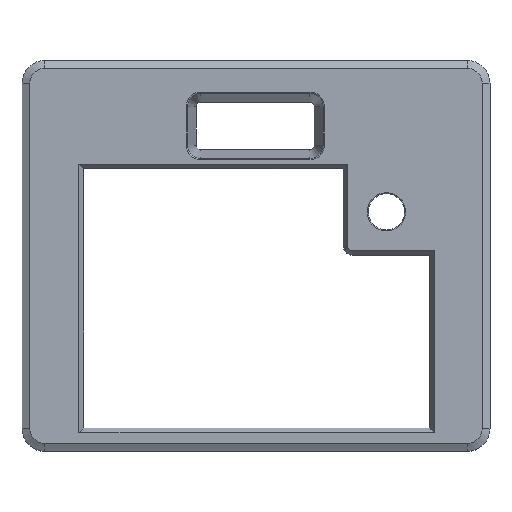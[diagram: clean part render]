
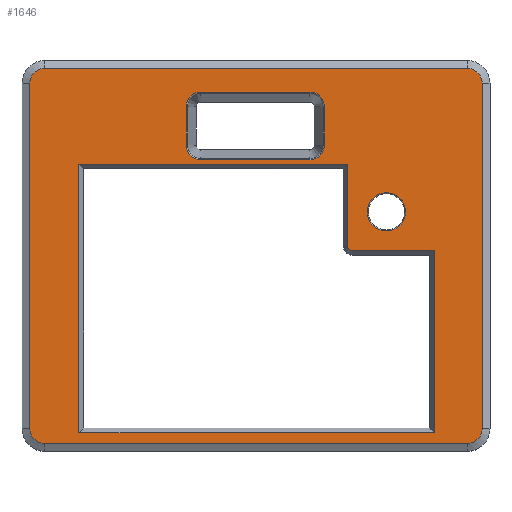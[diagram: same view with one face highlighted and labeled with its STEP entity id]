
A CAD part, top view. The second image highlights one B-rep face of the part: STEP entity #1646.
In plain terms, the highlighted planar face has unit normal (0, 0, 1).
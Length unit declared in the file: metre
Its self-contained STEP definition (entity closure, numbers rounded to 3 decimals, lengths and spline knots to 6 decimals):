
#58=CIRCLE('',#1761,0.0032);
#59=CIRCLE('',#1762,0.0032);
#60=CIRCLE('',#1763,0.0032);
#61=CIRCLE('',#1764,0.0032);
#62=CIRCLE('',#1765,0.0042);
#63=CIRCLE('',#1766,0.003268);
#64=CIRCLE('',#1767,0.003268);
#65=CIRCLE('',#1768,0.003268);
#66=CIRCLE('',#1769,0.003268);
#67=CIRCLE('',#1770,0.001);
#134=ORIENTED_EDGE('',*,*,#618,.T.);
#135=ORIENTED_EDGE('',*,*,#619,.T.);
#136=ORIENTED_EDGE('',*,*,#620,.T.);
#137=ORIENTED_EDGE('',*,*,#621,.T.);
#138=ORIENTED_EDGE('',*,*,#622,.T.);
#139=ORIENTED_EDGE('',*,*,#623,.T.);
#140=ORIENTED_EDGE('',*,*,#624,.T.);
#141=ORIENTED_EDGE('',*,*,#625,.T.);
#142=ORIENTED_EDGE('',*,*,#626,.T.);
#143=ORIENTED_EDGE('',*,*,#627,.T.);
#144=ORIENTED_EDGE('',*,*,#628,.T.);
#145=ORIENTED_EDGE('',*,*,#629,.T.);
#146=ORIENTED_EDGE('',*,*,#630,.T.);
#147=ORIENTED_EDGE('',*,*,#631,.T.);
#148=ORIENTED_EDGE('',*,*,#632,.T.);
#149=ORIENTED_EDGE('',*,*,#633,.T.);
#150=ORIENTED_EDGE('',*,*,#634,.T.);
#151=ORIENTED_EDGE('',*,*,#635,.T.);
#152=ORIENTED_EDGE('',*,*,#636,.T.);
#153=ORIENTED_EDGE('',*,*,#637,.T.);
#154=ORIENTED_EDGE('',*,*,#638,.T.);
#155=ORIENTED_EDGE('',*,*,#639,.T.);
#156=ORIENTED_EDGE('',*,*,#640,.T.);
#157=ORIENTED_EDGE('',*,*,#641,.T.);
#618=EDGE_CURVE('',#860,#861,#1013,.T.);
#619=EDGE_CURVE('',#861,#862,#58,.F.);
#620=EDGE_CURVE('',#862,#863,#1014,.T.);
#621=EDGE_CURVE('',#863,#864,#59,.F.);
#622=EDGE_CURVE('',#864,#865,#1015,.T.);
#623=EDGE_CURVE('',#865,#866,#60,.F.);
#624=EDGE_CURVE('',#866,#867,#1016,.T.);
#625=EDGE_CURVE('',#867,#860,#61,.F.);
#626=EDGE_CURVE('',#868,#868,#62,.F.);
#627=EDGE_CURVE('',#869,#870,#63,.T.);
#628=EDGE_CURVE('',#870,#871,#1017,.T.);
#629=EDGE_CURVE('',#871,#872,#64,.T.);
#630=EDGE_CURVE('',#872,#873,#1018,.T.);
#631=EDGE_CURVE('',#873,#874,#65,.T.);
#632=EDGE_CURVE('',#874,#875,#1019,.T.);
#633=EDGE_CURVE('',#875,#876,#66,.T.);
#634=EDGE_CURVE('',#876,#869,#1020,.T.);
#635=EDGE_CURVE('',#877,#878,#1021,.T.);
#636=EDGE_CURVE('',#878,#879,#1022,.T.);
#637=EDGE_CURVE('',#879,#880,#67,.T.);
#638=EDGE_CURVE('',#880,#881,#1023,.T.);
#639=EDGE_CURVE('',#881,#882,#1024,.T.);
#640=EDGE_CURVE('',#882,#883,#1025,.T.);
#641=EDGE_CURVE('',#883,#877,#1026,.T.);
#860=VERTEX_POINT('',#2472);
#861=VERTEX_POINT('',#2473);
#862=VERTEX_POINT('',#2475);
#863=VERTEX_POINT('',#2477);
#864=VERTEX_POINT('',#2479);
#865=VERTEX_POINT('',#2481);
#866=VERTEX_POINT('',#2483);
#867=VERTEX_POINT('',#2485);
#868=VERTEX_POINT('',#2488);
#869=VERTEX_POINT('',#2490);
#870=VERTEX_POINT('',#2491);
#871=VERTEX_POINT('',#2493);
#872=VERTEX_POINT('',#2495);
#873=VERTEX_POINT('',#2497);
#874=VERTEX_POINT('',#2499);
#875=VERTEX_POINT('',#2501);
#876=VERTEX_POINT('',#2503);
#877=VERTEX_POINT('',#2506);
#878=VERTEX_POINT('',#2507);
#879=VERTEX_POINT('',#2509);
#880=VERTEX_POINT('',#2511);
#881=VERTEX_POINT('',#2513);
#882=VERTEX_POINT('',#2515);
#883=VERTEX_POINT('',#2517);
#1013=LINE('',#2471,#1190);
#1014=LINE('',#2476,#1191);
#1015=LINE('',#2480,#1192);
#1016=LINE('',#2484,#1193);
#1017=LINE('',#2492,#1194);
#1018=LINE('',#2496,#1195);
#1019=LINE('',#2500,#1196);
#1020=LINE('',#2504,#1197);
#1021=LINE('',#2505,#1198);
#1022=LINE('',#2508,#1199);
#1023=LINE('',#2512,#1200);
#1024=LINE('',#2514,#1201);
#1025=LINE('',#2516,#1202);
#1026=LINE('',#2518,#1203);
#1190=VECTOR('',#1947,1.);
#1191=VECTOR('',#1950,1.);
#1192=VECTOR('',#1953,1.);
#1193=VECTOR('',#1956,1.);
#1194=VECTOR('',#1963,1.);
#1195=VECTOR('',#1966,1.);
#1196=VECTOR('',#1969,1.);
#1197=VECTOR('',#1972,1.);
#1198=VECTOR('',#1973,1.);
#1199=VECTOR('',#1974,1.);
#1200=VECTOR('',#1977,1.);
#1201=VECTOR('',#1978,1.);
#1202=VECTOR('',#1979,1.);
#1203=VECTOR('',#1980,1.);
#1352=EDGE_LOOP('',(#134,#135,#136,#137,#138,#139,#140,#141));
#1353=EDGE_LOOP('',(#142));
#1354=EDGE_LOOP('',(#143,#144,#145,#146,#147,#148,#149,#150));
#1355=EDGE_LOOP('',(#151,#152,#153,#154,#155,#156,#157));
#1469=FACE_BOUND('',#1352,.T.);
#1470=FACE_BOUND('',#1353,.T.);
#1471=FACE_BOUND('',#1354,.T.);
#1472=FACE_BOUND('',#1355,.T.);
#1586=PLANE('',#1760);
#1646=ADVANCED_FACE('',(#1469,#1470,#1471,#1472),#1586,.T.);
#1760=AXIS2_PLACEMENT_3D('',#2470,#1945,#1946);
#1761=AXIS2_PLACEMENT_3D('',#2474,#1948,#1949);
#1762=AXIS2_PLACEMENT_3D('',#2478,#1951,#1952);
#1763=AXIS2_PLACEMENT_3D('',#2482,#1954,#1955);
#1764=AXIS2_PLACEMENT_3D('',#2486,#1957,#1958);
#1765=AXIS2_PLACEMENT_3D('',#2487,#1959,#1960);
#1766=AXIS2_PLACEMENT_3D('',#2489,#1961,#1962);
#1767=AXIS2_PLACEMENT_3D('',#2494,#1964,#1965);
#1768=AXIS2_PLACEMENT_3D('',#2498,#1967,#1968);
#1769=AXIS2_PLACEMENT_3D('',#2502,#1970,#1971);
#1770=AXIS2_PLACEMENT_3D('',#2510,#1975,#1976);
#1945=DIRECTION('',(0.,0.,1.));
#1946=DIRECTION('',(1.,0.,0.));
#1947=DIRECTION('',(-1.,0.,0.));
#1948=DIRECTION('',(0.,0.,1.));
#1949=DIRECTION('',(1.,0.,0.));
#1950=DIRECTION('',(0.,1.,0.));
#1951=DIRECTION('',(0.,0.,1.));
#1952=DIRECTION('',(1.,0.,0.));
#1953=DIRECTION('',(1.,0.,0.));
#1954=DIRECTION('',(0.,0.,1.));
#1955=DIRECTION('',(1.,0.,0.));
#1956=DIRECTION('',(0.,-1.,0.));
#1957=DIRECTION('',(0.,0.,1.));
#1958=DIRECTION('',(1.,0.,0.));
#1959=DIRECTION('',(0.,0.,1.));
#1960=DIRECTION('',(1.,0.,0.));
#1961=DIRECTION('',(0.,0.,1.));
#1962=DIRECTION('',(1.,0.,0.));
#1963=DIRECTION('',(-1.,0.,0.));
#1964=DIRECTION('',(0.,0.,1.));
#1965=DIRECTION('',(1.,0.,0.));
#1966=DIRECTION('',(0.,-1.,0.));
#1967=DIRECTION('',(0.,0.,1.));
#1968=DIRECTION('',(1.,0.,0.));
#1969=DIRECTION('',(1.,0.,0.));
#1970=DIRECTION('',(0.,0.,1.));
#1971=DIRECTION('',(1.,0.,0.));
#1972=DIRECTION('',(0.,1.,0.));
#1973=DIRECTION('',(1.,0.,0.));
#1974=DIRECTION('',(0.,-1.,0.));
#1975=DIRECTION('',(0.,0.,1.));
#1976=DIRECTION('',(1.,0.,0.));
#1977=DIRECTION('',(1.,0.,0.));
#1978=DIRECTION('',(0.,-1.,0.));
#1979=DIRECTION('',(-1.,0.,0.));
#1980=DIRECTION('',(0.,1.,0.));
#2470=CARTESIAN_POINT('',(0.,0.,0.021));
#2471=CARTESIAN_POINT('',(0.,0.021171,0.021));
#2472=CARTESIAN_POINT('',(0.011852,0.021171,0.021));
#2473=CARTESIAN_POINT('',(-0.012148,0.021171,0.021));
#2474=CARTESIAN_POINT('',(-0.012148,0.024371,0.021));
#2475=CARTESIAN_POINT('',(-0.015348,0.024371,0.021));
#2476=CARTESIAN_POINT('',(-0.015348,0.,0.021));
#2477=CARTESIAN_POINT('',(-0.015348,0.032871,0.021));
#2478=CARTESIAN_POINT('',(-0.012148,0.032871,0.021));
#2479=CARTESIAN_POINT('',(-0.012148,0.036071,0.021));
#2480=CARTESIAN_POINT('',(0.,0.036071,0.021));
#2481=CARTESIAN_POINT('',(0.011852,0.036071,0.021));
#2482=CARTESIAN_POINT('',(0.011852,0.032871,0.021));
#2483=CARTESIAN_POINT('',(0.015052,0.032871,0.021));
#2484=CARTESIAN_POINT('',(0.015052,0.,0.021));
#2485=CARTESIAN_POINT('',(0.015052,0.024371,0.021));
#2486=CARTESIAN_POINT('',(0.011852,0.024371,0.021));
#2487=CARTESIAN_POINT('',(0.028712,0.009706,0.021));
#2488=CARTESIAN_POINT('',(0.032912,0.009706,0.021));
#2489=CARTESIAN_POINT('',(0.0465,0.038,0.021));
#2490=CARTESIAN_POINT('',(0.049768,0.038,0.021));
#2491=CARTESIAN_POINT('',(0.0465,0.041268,0.021));
#2492=CARTESIAN_POINT('',(-0.0465,0.041268,0.021));
#2493=CARTESIAN_POINT('',(-0.0465,0.041268,0.021));
#2494=CARTESIAN_POINT('',(-0.0465,0.038,0.021));
#2495=CARTESIAN_POINT('',(-0.049768,0.038,0.021));
#2496=CARTESIAN_POINT('',(-0.049768,-0.038,0.021));
#2497=CARTESIAN_POINT('',(-0.049768,-0.038,0.021));
#2498=CARTESIAN_POINT('',(-0.0465,-0.038,0.021));
#2499=CARTESIAN_POINT('',(-0.0465,-0.041268,0.021));
#2500=CARTESIAN_POINT('',(0.0465,-0.041268,0.021));
#2501=CARTESIAN_POINT('',(0.0465,-0.041268,0.021));
#2502=CARTESIAN_POINT('',(0.0465,-0.038,0.021));
#2503=CARTESIAN_POINT('',(0.049768,-0.038,0.021));
#2504=CARTESIAN_POINT('',(0.049768,0.038,0.021));
#2505=CARTESIAN_POINT('',(0.019187,0.020231,0.021));
#2506=CARTESIAN_POINT('',(-0.038963,0.020231,0.021));
#2507=CARTESIAN_POINT('',(0.020187,0.020231,0.021));
#2508=CARTESIAN_POINT('',(0.020187,0.,0.021));
#2509=CARTESIAN_POINT('',(0.020187,0.002181,0.021));
#2510=CARTESIAN_POINT('',(0.021187,0.002181,0.021));
#2511=CARTESIAN_POINT('',(0.021187,0.001181,0.021));
#2512=CARTESIAN_POINT('',(0.038237,0.001181,0.021));
#2513=CARTESIAN_POINT('',(0.039237,0.001181,0.021));
#2514=CARTESIAN_POINT('',(0.039237,0.,0.021));
#2515=CARTESIAN_POINT('',(0.039237,-0.038919,0.021));
#2516=CARTESIAN_POINT('',(0.,-0.038919,0.021));
#2517=CARTESIAN_POINT('',(-0.038963,-0.038919,0.021));
#2518=CARTESIAN_POINT('',(-0.038963,0.019231,0.021));
